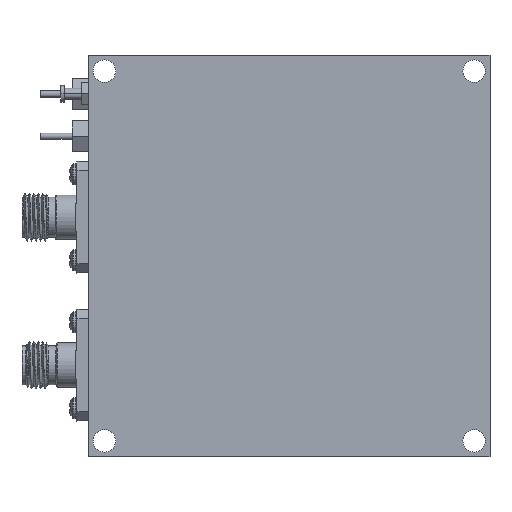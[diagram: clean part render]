
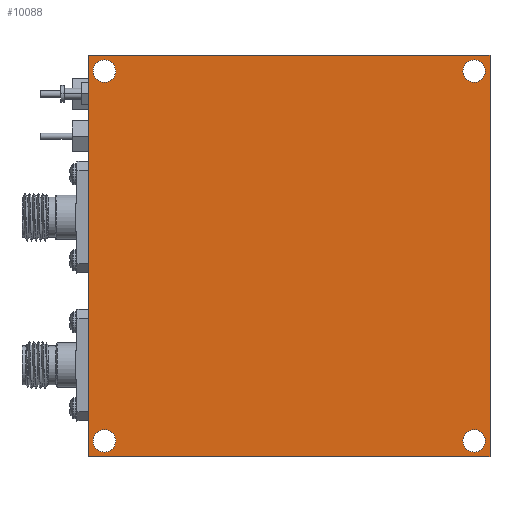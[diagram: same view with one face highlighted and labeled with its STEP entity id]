
A CAD part, front view. The second image highlights one B-rep face of the part: STEP entity #10088.
In plain terms, the highlighted planar face has unit normal (0, -1, 0).
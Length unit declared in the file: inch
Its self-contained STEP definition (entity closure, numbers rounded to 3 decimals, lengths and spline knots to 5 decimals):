
#742 = CARTESIAN_POINT ( 'NONE',  ( 1.79045, 1.06038, 2.79513 ) ) ;
#1094 = CARTESIAN_POINT ( 'NONE',  ( -0.36506, 1.06038, 0.57662 ) ) ;
#1337 = ORIENTED_EDGE ( 'NONE', *, *, #14057, .T. ) ;
#1488 = CARTESIAN_POINT ( 'NONE',  ( -0.36506, 1.06038, 2.70655 ) ) ;
#1512 = EDGE_CURVE ( 'NONE', #4027, #8490, #16710, .T. ) ;
#2026 = DIRECTION ( 'NONE',  ( 0., 0., -1. ) ) ;
#2128 = ORIENTED_EDGE ( 'NONE', *, *, #23470, .F. ) ;
#2621 = CARTESIAN_POINT ( 'NONE',  ( 1.70187, 1.06038, 0.57662 ) ) ;
#2639 = CARTESIAN_POINT ( 'NONE',  ( -0.45364, 1.06038, 2.79513 ) ) ;
#2720 = CARTESIAN_POINT ( 'NONE',  ( 1.79045, 1.06038, 0.55103 ) ) ;
#2793 = DIRECTION ( 'NONE',  ( 0., 0., 1. ) ) ;
#3290 = ORIENTED_EDGE ( 'NONE', *, *, #10628, .F. ) ;
#3597 = DIRECTION ( 'NONE',  ( 0., 1., 0. ) ) ;
#3601 = CARTESIAN_POINT ( 'NONE',  ( 1.70187, 1.06038, 0.70261 ) ) ;
#4008 = CARTESIAN_POINT ( 'NONE',  ( 1.70187, 1.06038, 2.70655 ) ) ;
#4027 = VERTEX_POINT ( 'NONE', #2720 ) ;
#4363 = DIRECTION ( 'NONE',  ( 0., 0., -1. ) ) ;
#4533 = CIRCLE ( 'NONE', #20970, 0.06299 ) ;
#4836 = LINE ( 'NONE', #13323, #14193 ) ;
#4967 = CARTESIAN_POINT ( 'NONE',  ( -0.45364, 1.06038, 0.55103 ) ) ;
#5178 = CIRCLE ( 'NONE', #22818, 0.06299 ) ;
#5523 = CARTESIAN_POINT ( 'NONE',  ( 1.70187, 1.06038, 2.64355 ) ) ;
#5588 = LINE ( 'NONE', #2639, #24823 ) ;
#6173 = DIRECTION ( 'NONE',  ( 0., 0., -1. ) ) ;
#6429 = EDGE_LOOP ( 'NONE', ( #23992, #1337 ) ) ;
#6439 = CARTESIAN_POINT ( 'NONE',  ( 1.79045, 1.06038, 2.79513 ) ) ;
#6989 = CARTESIAN_POINT ( 'NONE',  ( -0.45364, 1.06038, 2.79513 ) ) ;
#7232 = VERTEX_POINT ( 'NONE', #24880 ) ;
#7747 = ORIENTED_EDGE ( 'NONE', *, *, #13666, .T. ) ;
#7873 = CIRCLE ( 'NONE', #14532, 0.06299 ) ;
#7923 = VERTEX_POINT ( 'NONE', #6439 ) ;
#8006 = DIRECTION ( 'NONE',  ( 0., 0., -1. ) ) ;
#8119 = VERTEX_POINT ( 'NONE', #5523 ) ;
#8348 = EDGE_LOOP ( 'NONE', ( #26588, #24967 ) ) ;
#8490 = VERTEX_POINT ( 'NONE', #4967 ) ;
#8581 = EDGE_LOOP ( 'NONE', ( #22440, #24223 ) ) ;
#8624 = AXIS2_PLACEMENT_3D ( 'NONE', #9584, #26268, #20102 ) ;
#9123 = EDGE_CURVE ( 'NONE', #24182, #8119, #4533, .T. ) ;
#9440 = CARTESIAN_POINT ( 'NONE',  ( -0.36506, 1.06038, 0.70261 ) ) ;
#9566 = EDGE_CURVE ( 'NONE', #24458, #22314, #12632, .T. ) ;
#9584 = CARTESIAN_POINT ( 'NONE',  ( 1.70187, 1.06038, 0.63962 ) ) ;
#9676 = DIRECTION ( 'NONE',  ( 0., 0., -1. ) ) ;
#10088 = ADVANCED_FACE ( 'NONE', ( #18776, #14839, #16497, #13898, #15854 ), #17475, .T. ) ;
#10105 = EDGE_CURVE ( 'NONE', #8490, #23061, #4836, .T. ) ;
#10628 = EDGE_CURVE ( 'NONE', #7923, #4027, #21385, .T. ) ;
#10732 = AXIS2_PLACEMENT_3D ( 'NONE', #12249, #18327, #6173 ) ;
#11037 = DIRECTION ( 'NONE',  ( 0., -1., 0. ) ) ;
#11212 = EDGE_CURVE ( 'NONE', #16092, #7232, #18115, .T. ) ;
#11754 = ORIENTED_EDGE ( 'NONE', *, *, #10105, .F. ) ;
#12249 = CARTESIAN_POINT ( 'NONE',  ( -0.36506, 1.06038, 2.70655 ) ) ;
#12511 = CARTESIAN_POINT ( 'NONE',  ( 1.70187, 1.06038, 2.76954 ) ) ;
#12632 = CIRCLE ( 'NONE', #8624, 0.06299 ) ;
#13323 = CARTESIAN_POINT ( 'NONE',  ( -0.45364, 1.06038, 2.79513 ) ) ;
#13666 = EDGE_CURVE ( 'NONE', #22314, #24458, #23751, .T. ) ;
#13704 = ORIENTED_EDGE ( 'NONE', *, *, #1512, .F. ) ;
#13711 = VERTEX_POINT ( 'NONE', #1094 ) ;
#13898 = FACE_BOUND ( 'NONE', #6429, .T. ) ;
#14057 = EDGE_CURVE ( 'NONE', #13711, #23532, #5178, .T. ) ;
#14193 = VECTOR ( 'NONE', #2793, 39.37008 ) ;
#14251 = ORIENTED_EDGE ( 'NONE', *, *, #9566, .T. ) ;
#14532 = AXIS2_PLACEMENT_3D ( 'NONE', #1488, #3597, #9676 ) ;
#14839 = FACE_BOUND ( 'NONE', #8581, .T. ) ;
#15223 = CARTESIAN_POINT ( 'NONE',  ( -0.45364, 1.06038, 2.79513 ) ) ;
#15390 = DIRECTION ( 'NONE',  ( 0., 0., -1. ) ) ;
#15476 = DIRECTION ( 'NONE',  ( 0., 0., -1. ) ) ;
#15487 = EDGE_CURVE ( 'NONE', #23532, #13711, #26307, .T. ) ;
#15510 = DIRECTION ( 'NONE',  ( 0., 0., -1. ) ) ;
#15854 = FACE_OUTER_BOUND ( 'NONE', #21504, .T. ) ;
#16092 = VERTEX_POINT ( 'NONE', #16708 ) ;
#16451 = EDGE_CURVE ( 'NONE', #8119, #24182, #25260, .T. ) ;
#16497 = FACE_BOUND ( 'NONE', #8348, .T. ) ;
#16603 = AXIS2_PLACEMENT_3D ( 'NONE', #6989, #11037, #15390 ) ;
#16708 = CARTESIAN_POINT ( 'NONE',  ( -0.36506, 1.06038, 2.64355 ) ) ;
#16710 = LINE ( 'NONE', #21365, #24273 ) ;
#17475 = PLANE ( 'NONE',  #16603 ) ;
#17971 = CARTESIAN_POINT ( 'NONE',  ( 1.70187, 1.06038, 0.63962 ) ) ;
#17996 = DIRECTION ( 'NONE',  ( 0., 0., -1. ) ) ;
#18115 = CIRCLE ( 'NONE', #10732, 0.06299 ) ;
#18327 = DIRECTION ( 'NONE',  ( 0., 1., 0. ) ) ;
#18551 = CARTESIAN_POINT ( 'NONE',  ( 1.70187, 1.06038, 2.70655 ) ) ;
#18623 = DIRECTION ( 'NONE',  ( 0., 1., 0. ) ) ;
#18776 = FACE_BOUND ( 'NONE', #18866, .T. ) ;
#18789 = CARTESIAN_POINT ( 'NONE',  ( -0.36506, 1.06038, 0.63962 ) ) ;
#18866 = EDGE_LOOP ( 'NONE', ( #14251, #7747 ) ) ;
#19155 = DIRECTION ( 'NONE',  ( -1., 0., 0. ) ) ;
#20102 = DIRECTION ( 'NONE',  ( 0., 0., -1. ) ) ;
#20430 = VECTOR ( 'NONE', #17996, 39.37008 ) ;
#20970 = AXIS2_PLACEMENT_3D ( 'NONE', #4008, #24752, #8006 ) ;
#21365 = CARTESIAN_POINT ( 'NONE',  ( -0.45364, 1.06038, 0.55103 ) ) ;
#21385 = LINE ( 'NONE', #742, #20430 ) ;
#21504 = EDGE_LOOP ( 'NONE', ( #11754, #13704, #3290, #2128 ) ) ;
#21697 = DIRECTION ( 'NONE',  ( 0., 1., 0. ) ) ;
#22314 = VERTEX_POINT ( 'NONE', #2621 ) ;
#22440 = ORIENTED_EDGE ( 'NONE', *, *, #9123, .T. ) ;
#22516 = AXIS2_PLACEMENT_3D ( 'NONE', #24181, #21697, #15476 ) ;
#22818 = AXIS2_PLACEMENT_3D ( 'NONE', #18789, #18623, #4363 ) ;
#23061 = VERTEX_POINT ( 'NONE', #15223 ) ;
#23470 = EDGE_CURVE ( 'NONE', #23061, #7923, #5588, .T. ) ;
#23532 = VERTEX_POINT ( 'NONE', #9440 ) ;
#23751 = CIRCLE ( 'NONE', #24051, 0.06299 ) ;
#23778 = EDGE_CURVE ( 'NONE', #7232, #16092, #7873, .T. ) ;
#23955 = DIRECTION ( 'NONE',  ( 0., 1., 0. ) ) ;
#23992 = ORIENTED_EDGE ( 'NONE', *, *, #15487, .T. ) ;
#24051 = AXIS2_PLACEMENT_3D ( 'NONE', #17971, #23955, #15510 ) ;
#24181 = CARTESIAN_POINT ( 'NONE',  ( -0.36506, 1.06038, 0.63962 ) ) ;
#24182 = VERTEX_POINT ( 'NONE', #12511 ) ;
#24223 = ORIENTED_EDGE ( 'NONE', *, *, #16451, .T. ) ;
#24273 = VECTOR ( 'NONE', #19155, 39.37008 ) ;
#24458 = VERTEX_POINT ( 'NONE', #3601 ) ;
#24634 = AXIS2_PLACEMENT_3D ( 'NONE', #18551, #24882, #2026 ) ;
#24752 = DIRECTION ( 'NONE',  ( 0., 1., 0. ) ) ;
#24823 = VECTOR ( 'NONE', #25290, 39.37008 ) ;
#24880 = CARTESIAN_POINT ( 'NONE',  ( -0.36506, 1.06038, 2.76954 ) ) ;
#24882 = DIRECTION ( 'NONE',  ( 0., 1., 0. ) ) ;
#24967 = ORIENTED_EDGE ( 'NONE', *, *, #11212, .T. ) ;
#25260 = CIRCLE ( 'NONE', #24634, 0.06299 ) ;
#25290 = DIRECTION ( 'NONE',  ( 1., 0., 0. ) ) ;
#26268 = DIRECTION ( 'NONE',  ( 0., 1., 0. ) ) ;
#26307 = CIRCLE ( 'NONE', #22516, 0.06299 ) ;
#26588 = ORIENTED_EDGE ( 'NONE', *, *, #23778, .T. ) ;
